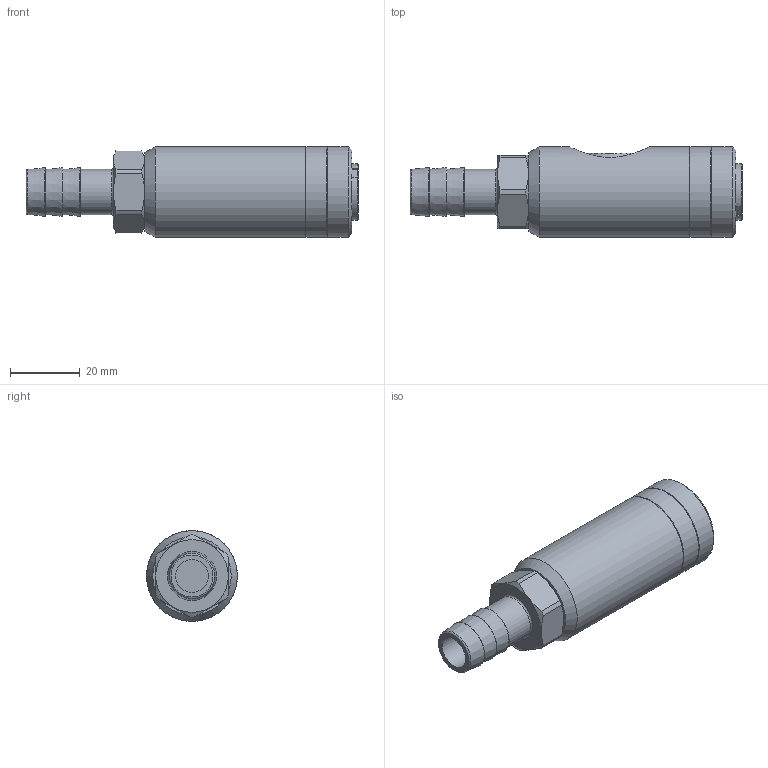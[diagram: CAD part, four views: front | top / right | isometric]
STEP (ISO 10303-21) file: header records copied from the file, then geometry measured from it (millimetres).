
FILE_DESCRIPTION( ( 'STEP AP214' ), '1' );
FILE_NAME( 'psolqas_14300_34.stp', '2021-03-04T17:34:16', ( 'License CC BY-ND 4.0' ), ( 'CADENAS' ), ' ', 'PARTsolutions', ' ' );
FILE_SCHEMA( ( 'AUTOMOTIVE_DESIGN { 1 0 10303 214 1 1 1 1 }' ) );
Length unit declared in the file: metre
Products named in the file (1): NONE
Bounding box: 95.1 x 26 x 26 mm (x, y, z)
Volume: 34586.8 mm3; surface area: 9797.6 mm2
Topology: 1 solids, 5 shells, 98 faces, 224 edges, 148 vertices
Faces by surface type: plane 37, cylinder 35, cone 20, torus 5, sphere 1
Full cylindrical faces by diameter (mm): 8 x1, 9.5 x1, 11.2 x1, 13 x1, 16.5 x1, 16.6 x1, 26 x3
Entity records: 4019 total; most frequent: CARTESIAN_POINT 1148, DIRECTION 418, ORIENTED_EDGE 388, EDGE_CURVE 194, AXIS2_PLACEMENT_3D 180, VERTEX_POINT 149, EDGE_LOOP 138, FACE_OUTER_BOUND 112
